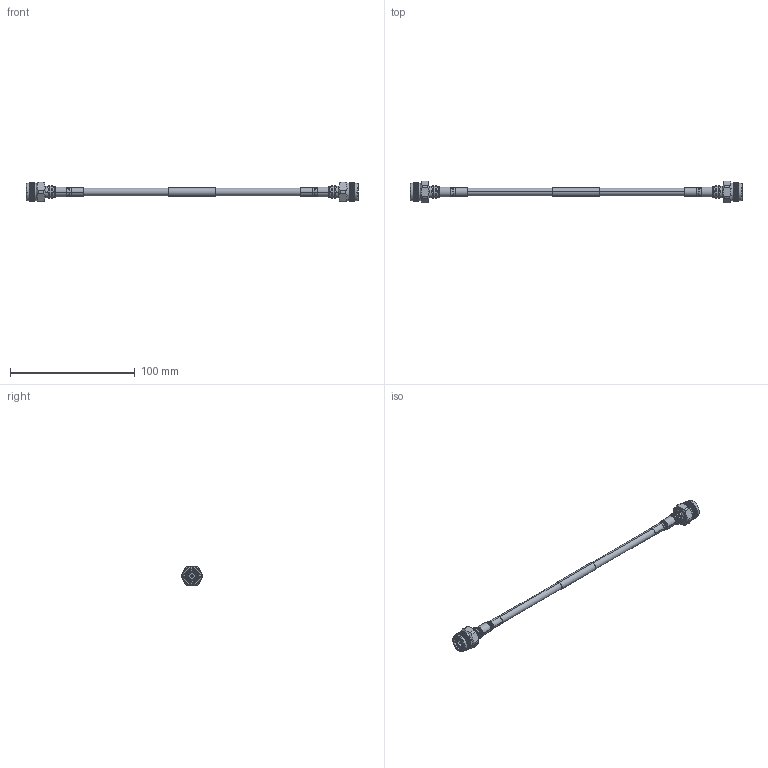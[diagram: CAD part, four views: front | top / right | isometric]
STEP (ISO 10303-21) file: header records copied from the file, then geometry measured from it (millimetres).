
FILE_DESCRIPTION (( 'STEP AP214' ), '1' );
FILE_NAME ('FMCA3285_3D.step', '2023-06-15T23:13:07', ( '' ), ( '' ), 'SwSTEP 2.0', 'SolidWorks 2022', '' );
FILE_SCHEMA (( 'AUTOMOTIVE_DESIGN' ));
Length unit declared in the file: inch
Products named in the file (4): HEAT SHRINK^FMCA3285_TNC TO d240 EZ-240-TM-X; FMCA3285_3D; TCOM-240^FMCA3285_with label; EZ-240-TM-X^FMCA3285
Assembly tree (5 placements, depth 2):
  FMCA3285_3D
    TCOM-240^FMCA3285_with label
    EZ-240-TM-X^FMCA3285  x2
    HEAT SHRINK^FMCA3285_TNC TO d240 EZ-240-TM-X  x2
Bounding box: 265.8 x 17.44 x 15.88 mm (x, y, z)
Volume: 12139.1 mm3; surface area: 13129.7 mm2
Topology: 7 solids, 7 shells, 3370 faces, 7272 edges, 3936 vertices
Faces by surface type: bspline 2410, cylinder 708, cone 124, plane 96, torus 32
Entity records: 66885 total; most frequent: CARTESIAN_POINT 43069, ORIENTED_EDGE 7290, EDGE_CURVE 3645, VERTEX_POINT 1974, DIRECTION 1823, EDGE_LOOP 1705, ADVANCED_FACE 1690, FACE_OUTER_BOUND 1690
